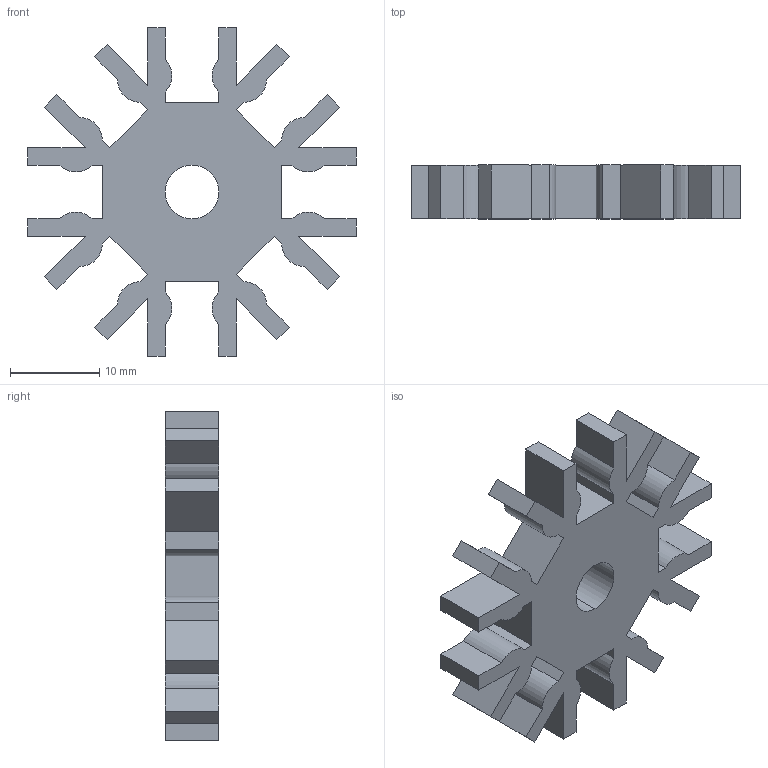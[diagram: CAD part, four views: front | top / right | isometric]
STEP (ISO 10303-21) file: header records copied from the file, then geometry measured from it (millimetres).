
FILE_DESCRIPTION (( 'STEP AP214' ), '1' );
FILE_NAME ('Connector 8 White.STEP', '2023-03-31T21:33:30', ( '' ), ( '' ), 'SwSTEP 2.0', 'SolidWorks 2022', '' );
FILE_SCHEMA (( 'AUTOMOTIVE_DESIGN' ));
Length unit declared in the file: millimetre
Products named in the file (1): Connector 8 White
Bounding box: 36.77 x 6 x 36.77 mm (x, y, z)
Volume: 3492.1 mm3; surface area: 3213.5 mm2
Topology: 1 solids, 1 shells, 94 faces, 276 edges, 184 vertices
Faces by surface type: plane 74, cylinder 20
Entity records: 3138 total; most frequent: CARTESIAN_POINT 555, ORIENTED_EDGE 552, DIRECTION 506, EDGE_CURVE 276, LINE 236, VECTOR 236, VERTEX_POINT 184, AXIS2_PLACEMENT_3D 135
